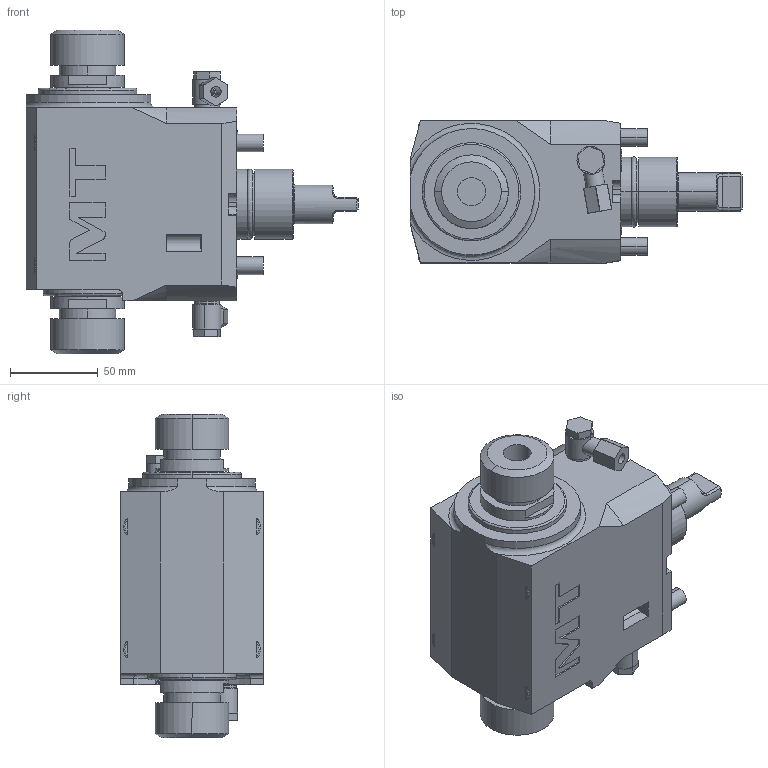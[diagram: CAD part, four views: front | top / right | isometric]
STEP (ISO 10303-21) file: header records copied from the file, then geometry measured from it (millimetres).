
FILE_DESCRIPTION((''),'2;1');
FILE_NAME('MNZ0010325_CONF','2023-02-22T09:54:07',('sterribile'),('M.T. srl'),'CREO PARAMETRIC BY PTC INC, 2021072','CREO PARAMETRIC BY PTC INC, 2021072','');
FILE_SCHEMA(('CONFIG_CONTROL_DESIGN'));
Length unit declared in the file: millimetre
Products named in the file (1): MNZ0010325_CONF
Bounding box: 189 x 81 x 184.32 mm (x, y, z)
Volume: 1191063.7 mm3; surface area: 94720 mm2
Topology: 1 solids, 1 shells, 395 faces, 964 edges, 622 vertices
Faces by surface type: plane 223, cylinder 122, cone 22, torus 20, bspline 4, extrusion 4
Entity records: 12793 total; most frequent: CARTESIAN_POINT 3312, DIRECTION 1992, ORIENTED_EDGE 1928, EDGE_CURVE 964, AXIS2_PLACEMENT_3D 713, VERTEX_POINT 622, VECTOR 566, LINE 562
